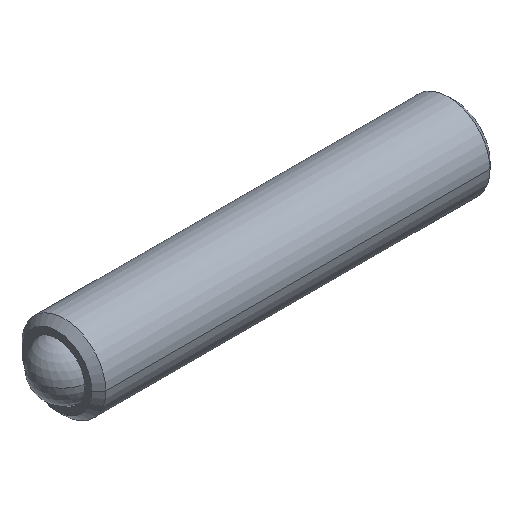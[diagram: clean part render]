
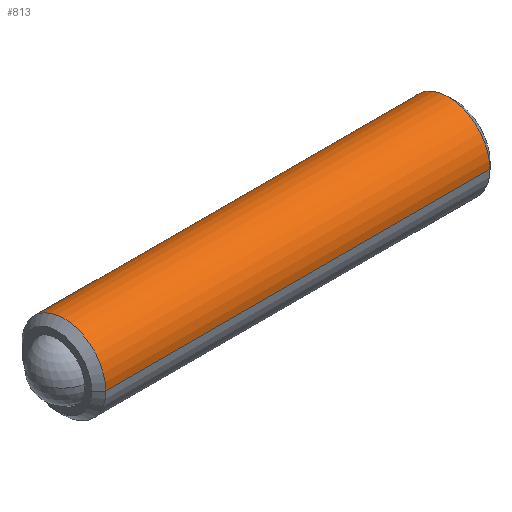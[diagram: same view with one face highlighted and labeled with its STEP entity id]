
A CAD part, isometric view. The second image highlights one B-rep face of the part: STEP entity #813.
In plain terms, the highlighted cylindrical face has radius 1.5 mm (diameter 3 mm), a partial arc.
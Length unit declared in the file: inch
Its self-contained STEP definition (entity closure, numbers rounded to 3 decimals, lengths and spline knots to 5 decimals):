
#18 = CARTESIAN_POINT ( 'NONE',  ( -0.29539, 0.06457, -0.00803 ) ) ;
#98 = DIRECTION ( 'NONE',  ( 0., 1., 0. ) ) ;
#99 = DIRECTION ( 'NONE',  ( 1., 0., 0. ) ) ;
#100 = CARTESIAN_POINT ( 'NONE',  ( -0.29539, 0.00552, -0.00803 ) ) ;
#101 = AXIS2_PLACEMENT_3D ( 'NONE', #100, #99, #98 ) ;
#113 = CIRCLE ( 'NONE', #101, 0.05906 ) ;
#272 = CARTESIAN_POINT ( 'NONE',  ( 0.24561, 0.00552, -0.00803 ) ) ;
#275 = DIRECTION ( 'NONE',  ( -1., 0., 0. ) ) ;
#284 = DIRECTION ( 'NONE',  ( 0., -1., 0. ) ) ;
#296 = AXIS2_PLACEMENT_3D ( 'NONE', #272, #275, #284 ) ;
#297 = CIRCLE ( 'NONE', #296, 0.05906 ) ;
#348 = CARTESIAN_POINT ( 'NONE',  ( 0.24561, -0.05354, -0.00803 ) ) ;
#365 = CARTESIAN_POINT ( 'NONE',  ( -0.29539, -0.05354, -0.00803 ) ) ;
#473 = DIRECTION ( 'NONE',  ( -1., 0., 0. ) ) ;
#474 = DIRECTION ( 'NONE',  ( -1., 0., 0. ) ) ;
#475 = VECTOR ( 'NONE', #474, 39.37008 ) ;
#476 = CARTESIAN_POINT ( 'NONE',  ( -0.23939, 0.06457, -0.00803 ) ) ;
#477 = LINE ( 'NONE', #476, #475 ) ;
#479 = FACE_OUTER_BOUND ( 'NONE', #825, .T. ) ;
#481 = CYLINDRICAL_SURFACE ( 'NONE', #519, 0.05906 ) ;
#512 = DIRECTION ( 'NONE',  ( -1., 0., 0. ) ) ;
#513 = VECTOR ( 'NONE', #512, 39.37008 ) ;
#514 = CARTESIAN_POINT ( 'NONE',  ( -0.23939, -0.05354, -0.00803 ) ) ;
#515 = LINE ( 'NONE', #514, #513 ) ;
#517 = DIRECTION ( 'NONE',  ( 0., -1., 0. ) ) ;
#519 = AXIS2_PLACEMENT_3D ( 'NONE', #520, #473, #517 ) ;
#520 = CARTESIAN_POINT ( 'NONE',  ( -0.23939, 0.00552, -0.00803 ) ) ;
#539 = CARTESIAN_POINT ( 'NONE',  ( 0.24561, 0.06457, -0.00803 ) ) ;
#738 = VERTEX_POINT ( 'NONE', #18 ) ;
#778 = EDGE_CURVE ( 'NONE', #738, #874, #113, .T. ) ;
#811 = EDGE_CURVE ( 'NONE', #839, #738, #477, .T. ) ;
#812 = ORIENTED_EDGE ( 'NONE', *, *, #778, .T. ) ;
#813 = ADVANCED_FACE ( 'NONE', ( #479 ), #481, .T. ) ;
#814 = EDGE_CURVE ( 'NONE', #867, #874, #515, .T. ) ;
#815 = ORIENTED_EDGE ( 'NONE', *, *, #864, .T. ) ;
#818 = ORIENTED_EDGE ( 'NONE', *, *, #814, .F. ) ;
#825 = EDGE_LOOP ( 'NONE', ( #815, #831, #812, #818 ) ) ;
#831 = ORIENTED_EDGE ( 'NONE', *, *, #811, .T. ) ;
#839 = VERTEX_POINT ( 'NONE', #539 ) ;
#864 = EDGE_CURVE ( 'NONE', #867, #839, #297, .T. ) ;
#867 = VERTEX_POINT ( 'NONE', #348 ) ;
#874 = VERTEX_POINT ( 'NONE', #365 ) ;
